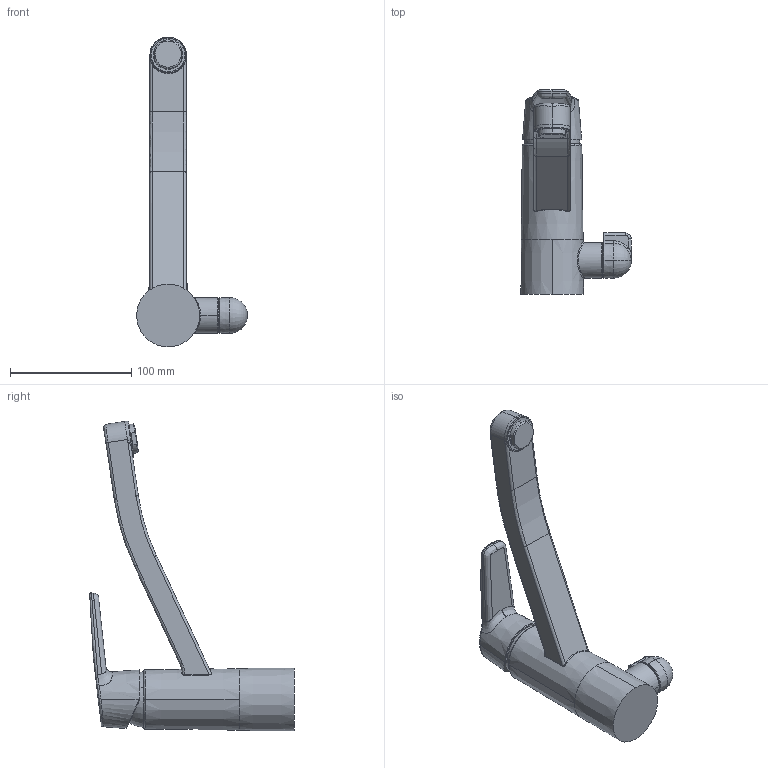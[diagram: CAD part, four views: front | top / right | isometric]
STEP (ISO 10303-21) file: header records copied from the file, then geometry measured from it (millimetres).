
FILE_DESCRIPTION (( 'STEP AP203' ), '1' );
FILE_NAME ('3935F(2021)+52662293(2021).STEP', '2021-12-16T09:15:01', ( '' ), ( '' ), 'SwSTEP 2.0', 'SolidWorks 2016', '' );
FILE_SCHEMA (( 'CONFIG_CONTROL_DESIGN' ));
Length unit declared in the file: millimetre
Products named in the file (1): 3935F(2021)+52662293(2021)
Bounding box: 91.18 x 168.45 x 255.15 mm (x, y, z)
Volume: 481419 mm3; surface area: 58142.7 mm2
Topology: 1 solids, 1 shells, 133 faces, 348 edges, 221 vertices
Faces by surface type: bspline 67, cylinder 23, plane 19, cone 18, torus 6
Entity records: 20395 total; most frequent: CARTESIAN_POINT 17617, ORIENTED_EDGE 690, DIRECTION 392, EDGE_CURVE 345, VERTEX_POINT 221, B_SPLINE_CURVE_WITH_KNOTS 169, AXIS2_PLACEMENT_3D 167, EDGE_LOOP 140
